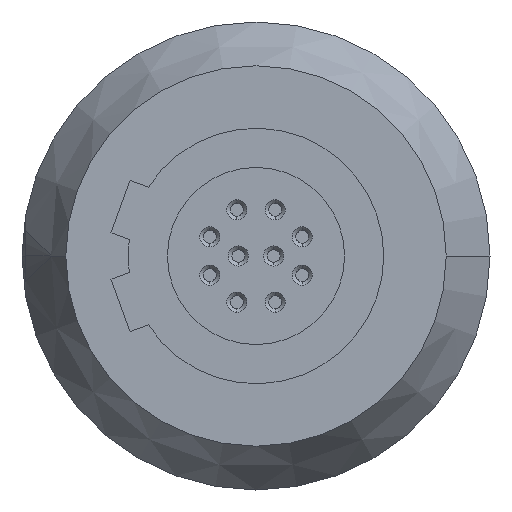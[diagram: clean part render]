
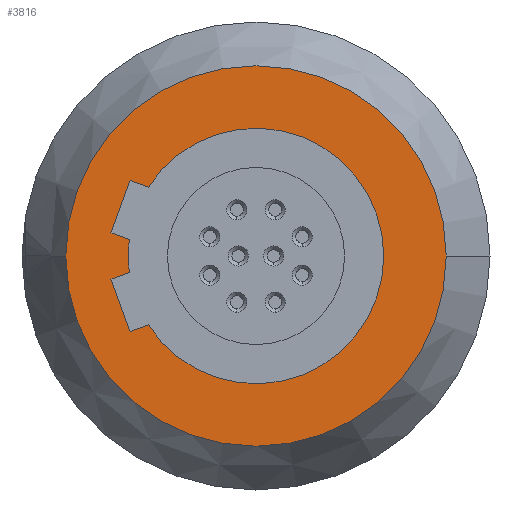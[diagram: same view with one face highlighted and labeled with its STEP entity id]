
A CAD part, left-side view. The second image highlights one B-rep face of the part: STEP entity #3816.
In plain terms, the highlighted planar face has unit normal (-1, 0, 0).
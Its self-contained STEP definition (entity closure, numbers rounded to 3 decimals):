
#559=CARTESIAN_POINT('',(-15.4,0.,0.));
#560=DIRECTION('',(-1.,0.,0.));
#561=DIRECTION('',(0.,1.,0.));
#562=AXIS2_PLACEMENT_3D('',#559,#560,#561);
#564=CARTESIAN_POINT('',(-15.4,0.,0.));
#565=DIRECTION('',(1.,0.,0.));
#566=DIRECTION('',(0.,1.,0.));
#567=AXIS2_PLACEMENT_3D('',#564,#565,#566);
#569=DIRECTION('',(0.,0.94,0.342));
#570=VECTOR('',#569,0.771);
#571=CARTESIAN_POINT('',(-15.4,5.008,0.652));
#572=LINE('',#571,#570);
#573=DIRECTION('',(0.,-0.94,0.342));
#574=VECTOR('',#573,0.771);
#575=CARTESIAN_POINT('',(-15.4,5.732,-0.916));
#576=LINE('',#575,#574);
#577=DIRECTION('',(0.,0.342,0.94));
#578=VECTOR('',#577,2.2);
#579=CARTESIAN_POINT('',(-15.4,4.98,-2.983));
#580=LINE('',#579,#578);
#581=DIRECTION('',(0.,0.94,-0.342));
#582=VECTOR('',#581,0.771);
#583=CARTESIAN_POINT('',(-15.4,4.255,-2.719));
#584=LINE('',#583,#582);
#585=DIRECTION('',(0.,-0.94,-0.342));
#586=VECTOR('',#585,0.771);
#587=CARTESIAN_POINT('',(-15.4,4.98,2.983));
#588=LINE('',#587,#586);
#589=DIRECTION('',(0.,-0.342,0.94));
#590=VECTOR('',#589,2.2);
#591=CARTESIAN_POINT('',(-15.4,5.732,0.916));
#592=LINE('',#591,#590);
#627=CARTESIAN_POINT('',(-15.4,0.,0.));
#628=DIRECTION('',(1.,0.,0.));
#629=DIRECTION('',(0.,0.843,0.538));
#630=AXIS2_PLACEMENT_3D('',#627,#628,#629);
#654=CARTESIAN_POINT('',(-15.4,0.,0.));
#655=DIRECTION('',(1.,0.,0.));
#656=DIRECTION('',(0.,0.992,-0.129));
#657=AXIS2_PLACEMENT_3D('',#654,#655,#656);
#2502=CARTESIAN_POINT('',(-15.4,-7.518,0.));
#2503=VERTEX_POINT('',#2502);
#2504=CARTESIAN_POINT('',(-15.4,7.518,0.));
#2505=VERTEX_POINT('',#2504);
#3010=CARTESIAN_POINT('',(-15.4,5.732,0.916));
#3011=VERTEX_POINT('',#3010);
#3012=CARTESIAN_POINT('',(-15.4,4.98,2.983));
#3013=VERTEX_POINT('',#3012);
#3018=CARTESIAN_POINT('',(-15.4,5.008,0.652));
#3019=VERTEX_POINT('',#3018);
#3020=CARTESIAN_POINT('',(-15.4,4.255,2.719));
#3021=VERTEX_POINT('',#3020);
#3022=CARTESIAN_POINT('',(-15.4,4.255,-2.719));
#3023=CARTESIAN_POINT('',(-15.4,4.98,-2.983));
#3024=VERTEX_POINT('',#3022);
#3025=VERTEX_POINT('',#3023);
#3026=CARTESIAN_POINT('',(-15.4,5.732,-0.916));
#3027=VERTEX_POINT('',#3026);
#3028=CARTESIAN_POINT('',(-15.4,5.008,-0.652));
#3029=VERTEX_POINT('',#3028);
#3789=CARTESIAN_POINT('',(-15.4,0.,0.));
#3790=DIRECTION('',(1.,0.,0.));
#3791=DIRECTION('',(0.,-1.,0.));
#3792=AXIS2_PLACEMENT_3D('',#3789,#3790,#3791);
#3793=PLANE('',#3792);
#3794=ORIENTED_EDGE('',*,*,#3682,.F.);
#3795=ORIENTED_EDGE('',*,*,#3775,.T.);
#3796=EDGE_LOOP('',(#3794,#3795));
#3797=FACE_OUTER_BOUND('',#3796,.F.);
#3799=ORIENTED_EDGE('',*,*,#3798,.F.);
#3801=ORIENTED_EDGE('',*,*,#3800,.F.);
#3803=ORIENTED_EDGE('',*,*,#3802,.F.);
#3805=ORIENTED_EDGE('',*,*,#3804,.F.);
#3807=ORIENTED_EDGE('',*,*,#3806,.F.);
#3809=ORIENTED_EDGE('',*,*,#3808,.F.);
#3811=ORIENTED_EDGE('',*,*,#3810,.F.);
#3813=ORIENTED_EDGE('',*,*,#3812,.F.);
#3814=EDGE_LOOP('',(#3799,#3801,#3803,#3805,#3807,#3809,#3811,#3813));
#3815=FACE_BOUND('',#3814,.F.);
#563=CIRCLE('',#562,7.518);
#568=CIRCLE('',#567,7.518);
#631=CIRCLE('',#630,5.05);
#658=CIRCLE('',#657,5.05);
#3682=EDGE_CURVE('',#2505,#2503,#563,.T.);
#3775=EDGE_CURVE('',#2505,#2503,#568,.T.);
#3798=EDGE_CURVE('',#3019,#3011,#572,.T.);
#3800=EDGE_CURVE('',#3029,#3019,#658,.T.);
#3802=EDGE_CURVE('',#3027,#3029,#576,.T.);
#3804=EDGE_CURVE('',#3025,#3027,#580,.T.);
#3806=EDGE_CURVE('',#3024,#3025,#584,.T.);
#3808=EDGE_CURVE('',#3021,#3024,#631,.T.);
#3810=EDGE_CURVE('',#3013,#3021,#588,.T.);
#3812=EDGE_CURVE('',#3011,#3013,#592,.T.);
#3816=ADVANCED_FACE('',(#3797,#3815),#3793,.F.);
